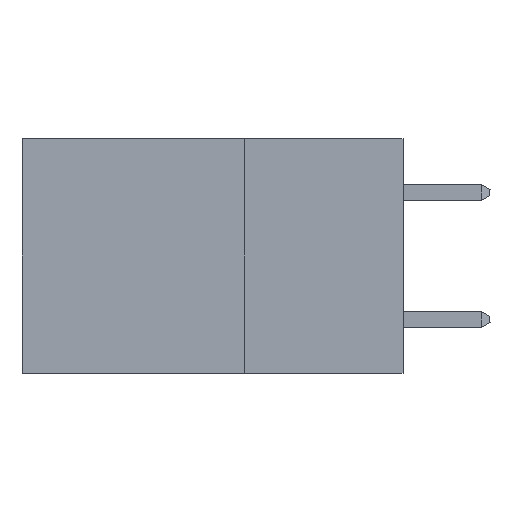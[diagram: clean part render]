
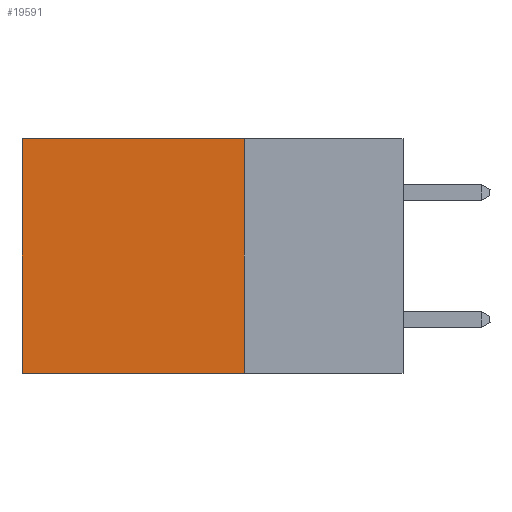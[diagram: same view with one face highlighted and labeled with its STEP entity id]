
A CAD part, left-side view. The second image highlights one B-rep face of the part: STEP entity #19591.
In plain terms, the highlighted planar face has unit normal (-1, 0, 0).
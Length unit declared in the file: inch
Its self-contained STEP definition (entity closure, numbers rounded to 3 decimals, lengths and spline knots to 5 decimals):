
#2358 = CARTESIAN_POINT ( 'NONE',  ( 0.2875, 0.6, 0. ) ) ;
#2461 = ORIENTED_EDGE ( 'NONE', *, *, #4949, .T. ) ;
#3691 = CARTESIAN_POINT ( 'NONE',  ( 0.2875, 0.25, -0.37 ) ) ;
#3738 = VERTEX_POINT ( 'NONE', #15009 ) ;
#4949 = EDGE_CURVE ( 'NONE', #11138, #39671, #32013, .T. ) ;
#7146 = ORIENTED_EDGE ( 'NONE', *, *, #45830, .F. ) ;
#7811 = LINE ( 'NONE', #3691, #26901 ) ;
#9000 = CARTESIAN_POINT ( 'NONE',  ( 0.2875, 0.25, 0. ) ) ;
#10271 = CARTESIAN_POINT ( 'NONE',  ( 0.2875, 0.6, -0.37 ) ) ;
#11138 = VERTEX_POINT ( 'NONE', #2358 ) ;
#14359 = LINE ( 'NONE', #15514, #28208 ) ;
#15009 = CARTESIAN_POINT ( 'NONE',  ( 0.2875, 0.25, 0. ) ) ;
#15504 = DIRECTION ( 'NONE',  ( 0., 0., -1. ) ) ;
#15514 = CARTESIAN_POINT ( 'NONE',  ( 0.2875, 0.25, 0. ) ) ;
#16765 = DIRECTION ( 'NONE',  ( 1., 0., 0. ) ) ;
#17401 = LINE ( 'NONE', #41464, #28919 ) ;
#18761 = DIRECTION ( 'NONE',  ( 0., 1., 0. ) ) ;
#19100 = DIRECTION ( 'NONE',  ( 0., 1., 0. ) ) ;
#19591 = ADVANCED_FACE ( 'NONE', ( #43771 ), #23722, .F. ) ;
#19825 = VERTEX_POINT ( 'NONE', #39488 ) ;
#21348 = AXIS2_PLACEMENT_3D ( 'NONE', #9000, #16765, #42087 ) ;
#21792 = ORIENTED_EDGE ( 'NONE', *, *, #47684, .T. ) ;
#23722 = PLANE ( 'NONE',  #21348 ) ;
#26901 = VECTOR ( 'NONE', #18761, 39.37008 ) ;
#28208 = VECTOR ( 'NONE', #19100, 39.37008 ) ;
#28919 = VECTOR ( 'NONE', #15504, 39.37008 ) ;
#30007 = EDGE_LOOP ( 'NONE', ( #2461, #45988, #7146, #21792 ) ) ;
#32013 = LINE ( 'NONE', #32763, #36038 ) ;
#32763 = CARTESIAN_POINT ( 'NONE',  ( 0.2875, 0.6, 0. ) ) ;
#33074 = DIRECTION ( 'NONE',  ( 0., 0., -1. ) ) ;
#36038 = VECTOR ( 'NONE', #33074, 39.37008 ) ;
#38677 = EDGE_CURVE ( 'NONE', #19825, #39671, #7811, .T. ) ;
#39488 = CARTESIAN_POINT ( 'NONE',  ( 0.2875, 0.25, -0.37 ) ) ;
#39671 = VERTEX_POINT ( 'NONE', #10271 ) ;
#41464 = CARTESIAN_POINT ( 'NONE',  ( 0.2875, 0.25, 0. ) ) ;
#42087 = DIRECTION ( 'NONE',  ( 0., 0., -1. ) ) ;
#43771 = FACE_OUTER_BOUND ( 'NONE', #30007, .T. ) ;
#45830 = EDGE_CURVE ( 'NONE', #3738, #19825, #17401, .T. ) ;
#45988 = ORIENTED_EDGE ( 'NONE', *, *, #38677, .F. ) ;
#47684 = EDGE_CURVE ( 'NONE', #3738, #11138, #14359, .T. ) ;
